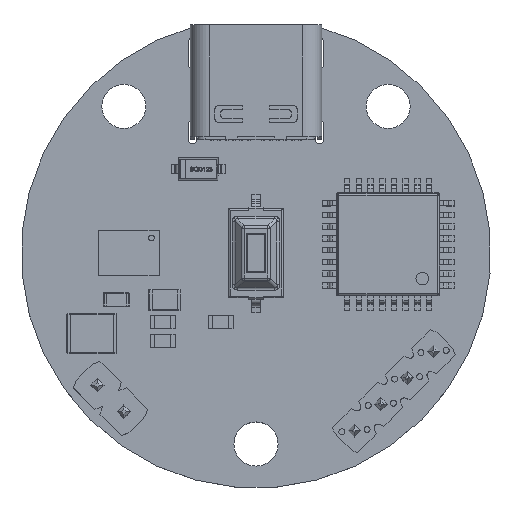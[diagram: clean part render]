
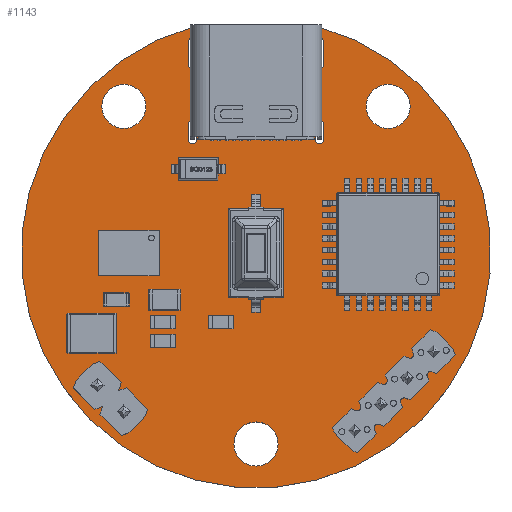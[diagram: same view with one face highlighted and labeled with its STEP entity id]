
A CAD part, top view. The second image highlights one B-rep face of the part: STEP entity #1143.
In plain terms, the highlighted planar face has unit normal (0, 0, 1).
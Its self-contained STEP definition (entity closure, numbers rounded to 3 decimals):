
#216 = VERTEX_POINT('',#217);
#217 = CARTESIAN_POINT('',(-4.141,15.455,1.59));
#223 = EDGE_CURVE('',#216,#224,#226,.T.);
#224 = VERTEX_POINT('',#225);
#225 = CARTESIAN_POINT('',(4.141,15.455,1.59));
#226 = CIRCLE('',#227,16.);
#227 = AXIS2_PLACEMENT_3D('',#228,#229,#230);
#228 = CARTESIAN_POINT('',(0.,0.,1.59));
#229 = DIRECTION('',(0.,0.,1.));
#230 = DIRECTION('',(-0.259,0.966,-0.));
#256 = EDGE_CURVE('',#224,#216,#257,.T.);
#257 = LINE('',#258,#259);
#258 = CARTESIAN_POINT('',(4.141,15.455,1.59));
#259 = VECTOR('',#260,1.);
#260 = DIRECTION('',(-1.,0.,0.));
#280 = VERTEX_POINT('',#281);
#281 = CARTESIAN_POINT('',(-10.254,-9.008,1.59));
#287 = EDGE_CURVE('',#280,#280,#288,.T.);
#288 = CIRCLE('',#289,0.55);
#289 = AXIS2_PLACEMENT_3D('',#290,#291,#292);
#290 = CARTESIAN_POINT('',(-10.804,-9.008,1.59));
#291 = DIRECTION('',(0.,0.,1.));
#292 = DIRECTION('',(1.,0.,-0.));
#313 = VERTEX_POINT('',#314);
#314 = CARTESIAN_POINT('',(1.5,-13.,1.59));
#320 = EDGE_CURVE('',#313,#313,#321,.T.);
#321 = CIRCLE('',#322,1.5);
#322 = AXIS2_PLACEMENT_3D('',#323,#324,#325);
#323 = CARTESIAN_POINT('',(0.,-13.,1.59));
#324 = DIRECTION('',(0.,0.,1.));
#325 = DIRECTION('',(1.,0.,-0.));
#346 = VERTEX_POINT('',#347);
#347 = CARTESIAN_POINT('',(-8.458,-10.804,1.59));
#353 = EDGE_CURVE('',#346,#346,#354,.T.);
#354 = CIRCLE('',#355,0.55);
#355 = AXIS2_PLACEMENT_3D('',#356,#357,#358);
#356 = CARTESIAN_POINT('',(-9.008,-10.804,1.59));
#357 = DIRECTION('',(0.,0.,1.));
#358 = DIRECTION('',(1.,0.,-0.));
#379 = VERTEX_POINT('',#380);
#380 = CARTESIAN_POINT('',(-7.5,10.,1.59));
#386 = EDGE_CURVE('',#379,#379,#387,.T.);
#387 = CIRCLE('',#388,1.5);
#388 = AXIS2_PLACEMENT_3D('',#389,#390,#391);
#389 = CARTESIAN_POINT('',(-9.,10.,1.59));
#390 = DIRECTION('',(0.,0.,1.));
#391 = DIRECTION('',(1.,0.,-0.));
#412 = VERTEX_POINT('',#413);
#413 = CARTESIAN_POINT('',(-4.02,8.75,1.59));
#419 = EDGE_CURVE('',#412,#420,#422,.T.);
#420 = VERTEX_POINT('',#421);
#421 = CARTESIAN_POINT('',(-4.62,8.75,1.59));
#422 = CIRCLE('',#423,0.3);
#423 = AXIS2_PLACEMENT_3D('',#424,#425,#426);
#424 = CARTESIAN_POINT('',(-4.32,8.75,1.59));
#425 = DIRECTION('',(0.,0.,1.));
#426 = DIRECTION('',(1.,0.,-0.));
#454 = VERTEX_POINT('',#455);
#455 = CARTESIAN_POINT('',(-4.02,7.75,1.59));
#461 = EDGE_CURVE('',#454,#412,#462,.T.);
#462 = LINE('',#463,#464);
#463 = CARTESIAN_POINT('',(-4.02,7.75,1.59));
#464 = VECTOR('',#465,1.);
#465 = DIRECTION('',(0.,1.,0.));
#485 = VERTEX_POINT('',#486);
#486 = CARTESIAN_POINT('',(-4.62,7.75,1.59));
#492 = EDGE_CURVE('',#485,#454,#493,.T.);
#493 = CIRCLE('',#494,0.3);
#494 = AXIS2_PLACEMENT_3D('',#495,#496,#497);
#495 = CARTESIAN_POINT('',(-4.32,7.75,1.59));
#496 = DIRECTION('',(0.,0.,1.));
#497 = DIRECTION('',(-1.,0.,-0.));
#516 = EDGE_CURVE('',#420,#485,#517,.T.);
#517 = LINE('',#518,#519);
#518 = CARTESIAN_POINT('',(-4.62,8.75,1.59));
#519 = VECTOR('',#520,1.);
#520 = DIRECTION('',(0.,-1.,0.));
#540 = VERTEX_POINT('',#541);
#541 = CARTESIAN_POINT('',(-4.02,14.36,1.59));
#547 = EDGE_CURVE('',#540,#548,#550,.T.);
#548 = VERTEX_POINT('',#549);
#549 = CARTESIAN_POINT('',(-4.62,14.36,1.59));
#550 = CIRCLE('',#551,0.3);
#551 = AXIS2_PLACEMENT_3D('',#552,#553,#554);
#552 = CARTESIAN_POINT('',(-4.32,14.36,1.59));
#553 = DIRECTION('',(0.,0.,1.));
#554 = DIRECTION('',(1.,0.,-0.));
#582 = VERTEX_POINT('',#583);
#583 = CARTESIAN_POINT('',(-4.02,12.86,1.59));
#589 = EDGE_CURVE('',#582,#540,#590,.T.);
#590 = LINE('',#591,#592);
#591 = CARTESIAN_POINT('',(-4.02,12.86,1.59));
#592 = VECTOR('',#593,1.);
#593 = DIRECTION('',(0.,1.,0.));
#613 = VERTEX_POINT('',#614);
#614 = CARTESIAN_POINT('',(-4.62,12.86,1.59));
#620 = EDGE_CURVE('',#613,#582,#621,.T.);
#621 = CIRCLE('',#622,0.3);
#622 = AXIS2_PLACEMENT_3D('',#623,#624,#625);
#623 = CARTESIAN_POINT('',(-4.32,12.86,1.59));
#624 = DIRECTION('',(0.,0.,1.));
#625 = DIRECTION('',(-1.,0.,-0.));
#644 = EDGE_CURVE('',#548,#613,#645,.T.);
#645 = LINE('',#646,#647);
#646 = CARTESIAN_POINT('',(-4.62,14.36,1.59));
#647 = VECTOR('',#648,1.);
#648 = DIRECTION('',(0.,-1.,0.));
#668 = VERTEX_POINT('',#669);
#669 = CARTESIAN_POINT('',(7.256,-12.094,1.59));
#675 = EDGE_CURVE('',#668,#668,#676,.T.);
#676 = CIRCLE('',#677,0.55);
#677 = AXIS2_PLACEMENT_3D('',#678,#679,#680);
#678 = CARTESIAN_POINT('',(6.706,-12.094,1.59));
#679 = DIRECTION('',(0.,0.,1.));
#680 = DIRECTION('',(1.,0.,-0.));
#701 = VERTEX_POINT('',#702);
#702 = CARTESIAN_POINT('',(9.052,-10.298,1.59));
#708 = EDGE_CURVE('',#701,#701,#709,.T.);
#709 = CIRCLE('',#710,0.55);
#710 = AXIS2_PLACEMENT_3D('',#711,#712,#713);
#711 = CARTESIAN_POINT('',(8.502,-10.298,1.59));
#712 = DIRECTION('',(0.,0.,1.));
#713 = DIRECTION('',(1.,0.,-0.));
#734 = VERTEX_POINT('',#735);
#735 = CARTESIAN_POINT('',(10.848,-8.502,1.59));
#741 = EDGE_CURVE('',#734,#734,#742,.T.);
#742 = CIRCLE('',#743,0.55);
#743 = AXIS2_PLACEMENT_3D('',#744,#745,#746);
#744 = CARTESIAN_POINT('',(10.298,-8.502,1.59));
#745 = DIRECTION('',(0.,0.,1.));
#746 = DIRECTION('',(1.,0.,-0.));
#767 = VERTEX_POINT('',#768);
#768 = CARTESIAN_POINT('',(4.62,8.75,1.59));
#774 = EDGE_CURVE('',#767,#775,#777,.T.);
#775 = VERTEX_POINT('',#776);
#776 = CARTESIAN_POINT('',(4.02,8.75,1.59));
#777 = CIRCLE('',#778,0.3);
#778 = AXIS2_PLACEMENT_3D('',#779,#780,#781);
#779 = CARTESIAN_POINT('',(4.32,8.75,1.59));
#780 = DIRECTION('',(0.,0.,1.));
#781 = DIRECTION('',(1.,0.,-0.));
#809 = VERTEX_POINT('',#810);
#810 = CARTESIAN_POINT('',(4.62,7.75,1.59));
#816 = EDGE_CURVE('',#809,#767,#817,.T.);
#817 = LINE('',#818,#819);
#818 = CARTESIAN_POINT('',(4.62,7.75,1.59));
#819 = VECTOR('',#820,1.);
#820 = DIRECTION('',(0.,1.,0.));
#840 = VERTEX_POINT('',#841);
#841 = CARTESIAN_POINT('',(4.02,7.75,1.59));
#847 = EDGE_CURVE('',#840,#809,#848,.T.);
#848 = CIRCLE('',#849,0.3);
#849 = AXIS2_PLACEMENT_3D('',#850,#851,#852);
#850 = CARTESIAN_POINT('',(4.32,7.75,1.59));
#851 = DIRECTION('',(0.,0.,1.));
#852 = DIRECTION('',(-1.,0.,-0.));
#871 = EDGE_CURVE('',#775,#840,#872,.T.);
#872 = LINE('',#873,#874);
#873 = CARTESIAN_POINT('',(4.02,8.75,1.59));
#874 = VECTOR('',#875,1.);
#875 = DIRECTION('',(0.,-1.,0.));
#895 = VERTEX_POINT('',#896);
#896 = CARTESIAN_POINT('',(4.62,14.36,1.59));
#902 = EDGE_CURVE('',#895,#903,#905,.T.);
#903 = VERTEX_POINT('',#904);
#904 = CARTESIAN_POINT('',(4.02,14.36,1.59));
#905 = CIRCLE('',#906,0.3);
#906 = AXIS2_PLACEMENT_3D('',#907,#908,#909);
#907 = CARTESIAN_POINT('',(4.32,14.36,1.59));
#908 = DIRECTION('',(0.,0.,1.));
#909 = DIRECTION('',(1.,0.,-0.));
#937 = VERTEX_POINT('',#938);
#938 = CARTESIAN_POINT('',(4.62,12.86,1.59));
#944 = EDGE_CURVE('',#937,#895,#945,.T.);
#945 = LINE('',#946,#947);
#946 = CARTESIAN_POINT('',(4.62,12.86,1.59));
#947 = VECTOR('',#948,1.);
#948 = DIRECTION('',(0.,1.,0.));
#968 = VERTEX_POINT('',#969);
#969 = CARTESIAN_POINT('',(4.02,12.86,1.59));
#975 = EDGE_CURVE('',#968,#937,#976,.T.);
#976 = CIRCLE('',#977,0.3);
#977 = AXIS2_PLACEMENT_3D('',#978,#979,#980);
#978 = CARTESIAN_POINT('',(4.32,12.86,1.59));
#979 = DIRECTION('',(0.,0.,1.));
#980 = DIRECTION('',(-1.,0.,-0.));
#999 = EDGE_CURVE('',#903,#968,#1000,.T.);
#1000 = LINE('',#1001,#1002);
#1001 = CARTESIAN_POINT('',(4.02,14.36,1.59));
#1002 = VECTOR('',#1003,1.);
#1003 = DIRECTION('',(0.,-1.,0.));
#1023 = VERTEX_POINT('',#1024);
#1024 = CARTESIAN_POINT('',(12.644,-6.706,1.59));
#1030 = EDGE_CURVE('',#1023,#1023,#1031,.T.);
#1031 = CIRCLE('',#1032,0.55);
#1032 = AXIS2_PLACEMENT_3D('',#1033,#1034,#1035);
#1033 = CARTESIAN_POINT('',(12.094,-6.706,1.59));
#1034 = DIRECTION('',(0.,0.,1.));
#1035 = DIRECTION('',(1.,0.,-0.));
#1056 = VERTEX_POINT('',#1057);
#1057 = CARTESIAN_POINT('',(10.5,10.,1.59));
#1063 = EDGE_CURVE('',#1056,#1056,#1064,.T.);
#1064 = CIRCLE('',#1065,1.5);
#1065 = AXIS2_PLACEMENT_3D('',#1066,#1067,#1068);
#1066 = CARTESIAN_POINT('',(9.,10.,1.59));
#1067 = DIRECTION('',(0.,0.,1.));
#1068 = DIRECTION('',(1.,0.,-0.));
#1143 = ADVANCED_FACE('',(#1144,#1148,#1151,#1154,#1157,#1160,#1166,
    #1172,#1175,#1178,#1181,#1187,#1193,#1196),#1199,.T.);
#1144 = FACE_BOUND('',#1145,.T.);
#1145 = EDGE_LOOP('',(#1146,#1147));
#1146 = ORIENTED_EDGE('',*,*,#223,.T.);
#1147 = ORIENTED_EDGE('',*,*,#256,.T.);
#1148 = FACE_BOUND('',#1149,.T.);
#1149 = EDGE_LOOP('',(#1150));
#1150 = ORIENTED_EDGE('',*,*,#287,.F.);
#1151 = FACE_BOUND('',#1152,.T.);
#1152 = EDGE_LOOP('',(#1153));
#1153 = ORIENTED_EDGE('',*,*,#320,.F.);
#1154 = FACE_BOUND('',#1155,.T.);
#1155 = EDGE_LOOP('',(#1156));
#1156 = ORIENTED_EDGE('',*,*,#353,.F.);
#1157 = FACE_BOUND('',#1158,.T.);
#1158 = EDGE_LOOP('',(#1159));
#1159 = ORIENTED_EDGE('',*,*,#386,.F.);
#1160 = FACE_BOUND('',#1161,.T.);
#1161 = EDGE_LOOP('',(#1162,#1163,#1164,#1165));
#1162 = ORIENTED_EDGE('',*,*,#419,.F.);
#1163 = ORIENTED_EDGE('',*,*,#461,.F.);
#1164 = ORIENTED_EDGE('',*,*,#492,.F.);
#1165 = ORIENTED_EDGE('',*,*,#516,.F.);
#1166 = FACE_BOUND('',#1167,.T.);
#1167 = EDGE_LOOP('',(#1168,#1169,#1170,#1171));
#1168 = ORIENTED_EDGE('',*,*,#547,.F.);
#1169 = ORIENTED_EDGE('',*,*,#589,.F.);
#1170 = ORIENTED_EDGE('',*,*,#620,.F.);
#1171 = ORIENTED_EDGE('',*,*,#644,.F.);
#1172 = FACE_BOUND('',#1173,.T.);
#1173 = EDGE_LOOP('',(#1174));
#1174 = ORIENTED_EDGE('',*,*,#675,.F.);
#1175 = FACE_BOUND('',#1176,.T.);
#1176 = EDGE_LOOP('',(#1177));
#1177 = ORIENTED_EDGE('',*,*,#708,.F.);
#1178 = FACE_BOUND('',#1179,.T.);
#1179 = EDGE_LOOP('',(#1180));
#1180 = ORIENTED_EDGE('',*,*,#741,.F.);
#1181 = FACE_BOUND('',#1182,.T.);
#1182 = EDGE_LOOP('',(#1183,#1184,#1185,#1186));
#1183 = ORIENTED_EDGE('',*,*,#774,.F.);
#1184 = ORIENTED_EDGE('',*,*,#816,.F.);
#1185 = ORIENTED_EDGE('',*,*,#847,.F.);
#1186 = ORIENTED_EDGE('',*,*,#871,.F.);
#1187 = FACE_BOUND('',#1188,.T.);
#1188 = EDGE_LOOP('',(#1189,#1190,#1191,#1192));
#1189 = ORIENTED_EDGE('',*,*,#902,.F.);
#1190 = ORIENTED_EDGE('',*,*,#944,.F.);
#1191 = ORIENTED_EDGE('',*,*,#975,.F.);
#1192 = ORIENTED_EDGE('',*,*,#999,.F.);
#1193 = FACE_BOUND('',#1194,.T.);
#1194 = EDGE_LOOP('',(#1195));
#1195 = ORIENTED_EDGE('',*,*,#1030,.F.);
#1196 = FACE_BOUND('',#1197,.T.);
#1197 = EDGE_LOOP('',(#1198));
#1198 = ORIENTED_EDGE('',*,*,#1063,.F.);
#1199 = PLANE('',#1200);
#1200 = AXIS2_PLACEMENT_3D('',#1201,#1202,#1203);
#1201 = CARTESIAN_POINT('',(0.,0.598,
    1.59));
#1202 = DIRECTION('',(0.,0.,1.));
#1203 = DIRECTION('',(1.,0.,-0.));
